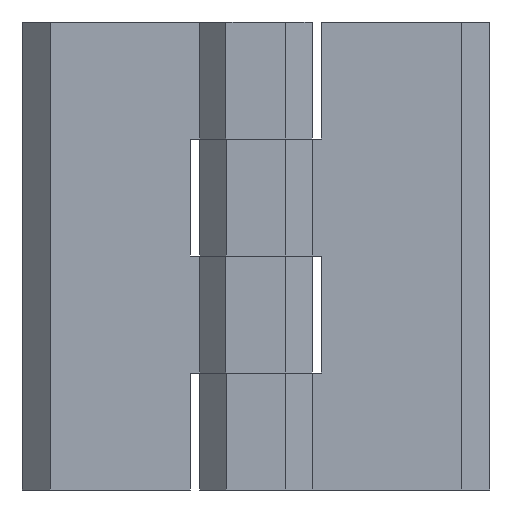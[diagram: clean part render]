
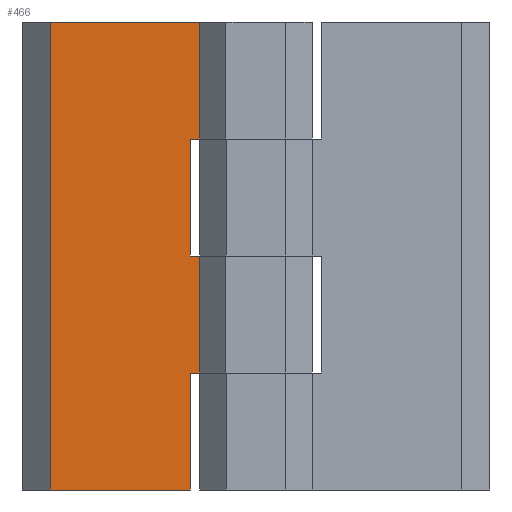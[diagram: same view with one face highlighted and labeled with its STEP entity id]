
A CAD part, front view. The second image highlights one B-rep face of the part: STEP entity #466.
In plain terms, the highlighted planar face has unit normal (-0.002, -1, 0).
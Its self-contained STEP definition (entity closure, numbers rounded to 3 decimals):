
#466 = ADVANCED_FACE( '', ( #909 ), #910, .F. );
#909 = FACE_OUTER_BOUND( '', #1607, .T. );
#910 = PLANE( '', #1608 );
#1607 = EDGE_LOOP( '', ( #2934, #2935, #2936, #2937, #2938, #2939, #2940, #2941, #2942, #2943 ) );
#1608 = AXIS2_PLACEMENT_3D( '', #2944, #2945, #2946 );
#2934 = ORIENTED_EDGE( '', *, *, #4934, .F. );
#2935 = ORIENTED_EDGE( '', *, *, #4935, .T. );
#2936 = ORIENTED_EDGE( '', *, *, #4932, .T. );
#2937 = ORIENTED_EDGE( '', *, *, #4881, .T. );
#2938 = ORIENTED_EDGE( '', *, *, #4702, .F. );
#2939 = ORIENTED_EDGE( '', *, *, #4936, .F. );
#2940 = ORIENTED_EDGE( '', *, *, #4937, .F. );
#2941 = ORIENTED_EDGE( '', *, *, #4938, .T. );
#2942 = ORIENTED_EDGE( '', *, *, #4928, .T. );
#2943 = ORIENTED_EDGE( '', *, *, #4939, .F. );
#2944 = CARTESIAN_POINT( '', ( -5.999, 0.514, -25. ) );
#2945 = DIRECTION( '', ( 0.002, 1., 0. ) );
#2946 = DIRECTION( '', ( 1., -0.002, 0. ) );
#4702 = EDGE_CURVE( '', #5479, #5474, #5481, .T. );
#4881 = EDGE_CURVE( '', #5776, #5474, #5777, .T. );
#4928 = EDGE_CURVE( '', #5855, #5853, #5856, .T. );
#4932 = EDGE_CURVE( '', #5861, #5776, #5862, .T. );
#4934 = EDGE_CURVE( '', #5864, #5865, #5866, .T. );
#4935 = EDGE_CURVE( '', #5864, #5861, #5867, .T. );
#4936 = EDGE_CURVE( '', #5868, #5479, #5869, .T. );
#4937 = EDGE_CURVE( '', #5870, #5868, #5871, .T. );
#4938 = EDGE_CURVE( '', #5870, #5855, #5872, .T. );
#4939 = EDGE_CURVE( '', #5865, #5853, #5873, .T. );
#5474 = VERTEX_POINT( '', #6730 );
#5479 = VERTEX_POINT( '', #6737 );
#5481 = LINE( '', #6740, #6741 );
#5776 = VERTEX_POINT( '', #7426 );
#5777 = LINE( '', #7427, #7428 );
#5853 = VERTEX_POINT( '', #7542 );
#5855 = VERTEX_POINT( '', #7545 );
#5856 = LINE( '', #7546, #7547 );
#5861 = VERTEX_POINT( '', #7555 );
#5862 = LINE( '', #7556, #7557 );
#5864 = VERTEX_POINT( '', #7560 );
#5865 = VERTEX_POINT( '', #7561 );
#5866 = LINE( '', #7562, #7563 );
#5867 = LINE( '', #7564, #7565 );
#5868 = VERTEX_POINT( '', #7566 );
#5869 = LINE( '', #7567, #7568 );
#5870 = VERTEX_POINT( '', #7569 );
#5871 = LINE( '', #7570, #7571 );
#5872 = LINE( '', #7572, #7573 );
#5873 = LINE( '', #7574, #7575 );
#6730 = CARTESIAN_POINT( '', ( -21.999, 0.551, 25. ) );
#6737 = CARTESIAN_POINT( '', ( -21.999, 0.551, -25. ) );
#6740 = CARTESIAN_POINT( '', ( -21.999, 0.551, -25. ) );
#6741 = VECTOR( '', #9114, 1000. );
#7426 = CARTESIAN_POINT( '', ( -5.999, 0.514, 25. ) );
#7427 = CARTESIAN_POINT( '', ( -5.999, 0.514, 25. ) );
#7428 = VECTOR( '', #9236, 1000. );
#7542 = CARTESIAN_POINT( '', ( -5.999, 0.514, 0. ) );
#7545 = CARTESIAN_POINT( '', ( -5.999, 0.514, -12.5 ) );
#7546 = CARTESIAN_POINT( '', ( -5.999, 0.514, -25. ) );
#7547 = VECTOR( '', #9297, 1000. );
#7555 = CARTESIAN_POINT( '', ( -5.999, 0.514, 12.5 ) );
#7556 = CARTESIAN_POINT( '', ( -5.999, 0.514, -25. ) );
#7557 = VECTOR( '', #9301, 1000. );
#7560 = CARTESIAN_POINT( '', ( -6.999, 0.516, 12.5 ) );
#7561 = CARTESIAN_POINT( '', ( -6.999, 0.516, 0. ) );
#7562 = CARTESIAN_POINT( '', ( -6.999, 0.516, 12.5 ) );
#7563 = VECTOR( '', #9303, 1000. );
#7564 = CARTESIAN_POINT( '', ( -6.999, 0.516, 12.5 ) );
#7565 = VECTOR( '', #9304, 1000. );
#7566 = CARTESIAN_POINT( '', ( -6.999, 0.516, -25. ) );
#7567 = CARTESIAN_POINT( '', ( -5.999, 0.514, -25. ) );
#7568 = VECTOR( '', #9305, 1000. );
#7569 = CARTESIAN_POINT( '', ( -6.999, 0.516, -12.5 ) );
#7570 = CARTESIAN_POINT( '', ( -6.999, 0.516, -12.5 ) );
#7571 = VECTOR( '', #9306, 1000. );
#7572 = CARTESIAN_POINT( '', ( -6.999, 0.516, -12.5 ) );
#7573 = VECTOR( '', #9307, 1000. );
#7574 = CARTESIAN_POINT( '', ( -6.999, 0.516, 0. ) );
#7575 = VECTOR( '', #9308, 1000. );
#9114 = DIRECTION( '', ( 0., 0., 1. ) );
#9236 = DIRECTION( '', ( -1., 0.002, 0. ) );
#9297 = DIRECTION( '', ( 0., 0., 1. ) );
#9301 = DIRECTION( '', ( 0., 0., 1. ) );
#9303 = DIRECTION( '', ( 0., 0., -1. ) );
#9304 = DIRECTION( '', ( 1., -0.002, 0. ) );
#9305 = DIRECTION( '', ( -1., 0.002, 0. ) );
#9306 = DIRECTION( '', ( 0., 0., -1. ) );
#9307 = DIRECTION( '', ( 1., -0.002, 0. ) );
#9308 = DIRECTION( '', ( 1., -0.002, 0. ) );
